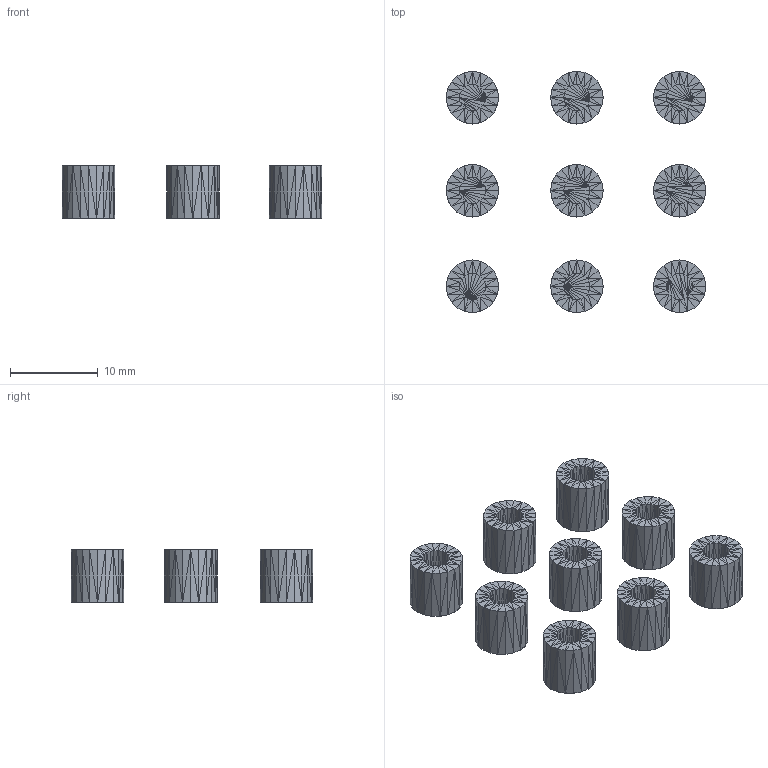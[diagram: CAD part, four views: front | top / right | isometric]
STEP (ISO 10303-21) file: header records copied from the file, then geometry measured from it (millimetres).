
FILE_DESCRIPTION((''),'2;1');
FILE_NAME('duckpad_v2_lock', '2025-02-04T11:28:50', (''), (''), 'ImageToStl.com STEP Converter','', '');
FILE_SCHEMA(('AUTOMOTIVE_DESIGN_CC2'));
Length unit declared in the file: metre
Products named in the file (1): product0
Bounding box: 29.6 x 27.5 x 6 mm (x, y, z)
Surface area: 1768.2 mm2 (no closed solid volume)
Topology: 0 solids, 1404 shells, 1404 faces, 4212 edges, 720 vertices
Faces by surface type: plane 1404
Entity records: 32356 total; most frequent: DIRECTION 7022, ORIENTED_EDGE 4212, EDGE_CURVE 4212, LINE 4212, VECTOR 4212, AXIS2_PLACEMENT_3D 1405, FACE_SURFACE 1404, PLANE 1404
